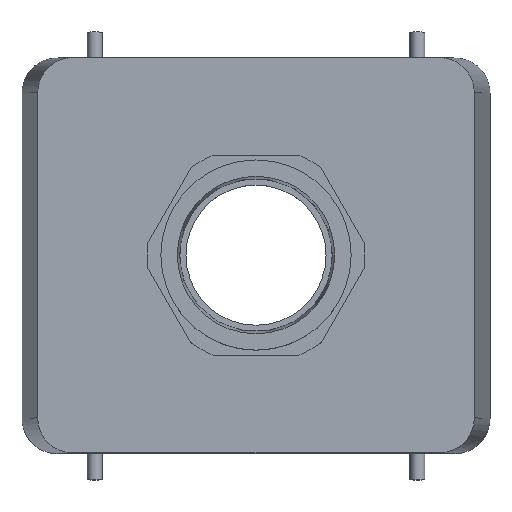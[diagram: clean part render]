
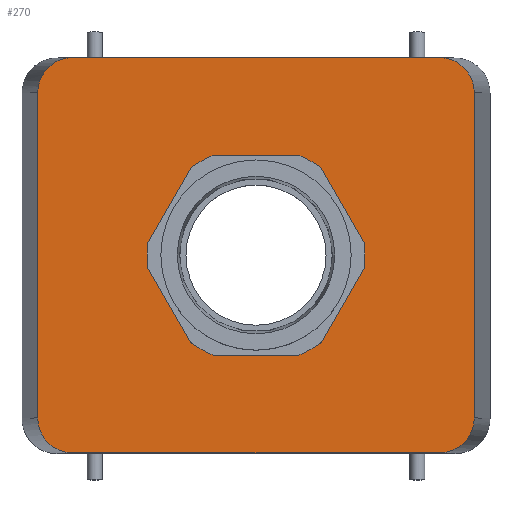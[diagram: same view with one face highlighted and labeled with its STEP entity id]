
A CAD part, top view. The second image highlights one B-rep face of the part: STEP entity #270.
In plain terms, the highlighted planar face has unit normal (0, 0, 1).
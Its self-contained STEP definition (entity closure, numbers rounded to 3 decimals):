
#270 = ADVANCED_FACE( '', ( #711, #712 ), #713, .T. );
#711 = FACE_BOUND( '', #1343, .T. );
#712 = FACE_OUTER_BOUND( '', #1344, .T. );
#713 = PLANE( '', #1345 );
#1343 = EDGE_LOOP( '', ( #2137 ) );
#1344 = EDGE_LOOP( '', ( #2138, #2139, #2140, #2141, #2142, #2143, #2144, #2145 ) );
#1345 = AXIS2_PLACEMENT_3D( '', #2146, #2147, #2148 );
#2137 = ORIENTED_EDGE( '', *, *, #3809, .F. );
#2138 = ORIENTED_EDGE( '', *, *, #3810, .T. );
#2139 = ORIENTED_EDGE( '', *, *, #3811, .T. );
#2140 = ORIENTED_EDGE( '', *, *, #3812, .T. );
#2141 = ORIENTED_EDGE( '', *, *, #3813, .F. );
#2142 = ORIENTED_EDGE( '', *, *, #3814, .F. );
#2143 = ORIENTED_EDGE( '', *, *, #3815, .T. );
#2144 = ORIENTED_EDGE( '', *, *, #3816, .F. );
#2145 = ORIENTED_EDGE( '', *, *, #3817, .F. );
#2146 = CARTESIAN_POINT( '', ( -43.606, 0., 95. ) );
#2147 = DIRECTION( '', ( 0., 0., 1. ) );
#2148 = DIRECTION( '', ( 1., 0., 0. ) );
#3809 = EDGE_CURVE( '', #4582, #4582, #4583, .T. );
#3810 = EDGE_CURVE( '', #4584, #4585, #4586, .T. );
#3811 = EDGE_CURVE( '', #4585, #4587, #4588, .T. );
#3812 = EDGE_CURVE( '', #4587, #4589, #4590, .T. );
#3813 = EDGE_CURVE( '', #4591, #4589, #4592, .T. );
#3814 = EDGE_CURVE( '', #4593, #4591, #4594, .T. );
#3815 = EDGE_CURVE( '', #4593, #4595, #4596, .T. );
#3816 = EDGE_CURVE( '', #4597, #4595, #4598, .T. );
#3817 = EDGE_CURVE( '', #4584, #4597, #4599, .T. );
#4582 = VERTEX_POINT( '', #5686 );
#4583 = CIRCLE( '', #5687, 19.5 );
#4584 = VERTEX_POINT( '', #5688 );
#4585 = VERTEX_POINT( '', #5689 );
#4586 = LINE( '', #5690, #5691 );
#4587 = VERTEX_POINT( '', #5692 );
#4588 = ELLIPSE( '', #5693, 7.01, 7. );
#4589 = VERTEX_POINT( '', #5694 );
#4590 = LINE( '', #5695, #5696 );
#4591 = VERTEX_POINT( '', #5697 );
#4592 = ELLIPSE( '', #5698, 7.01, 7. );
#4593 = VERTEX_POINT( '', #5699 );
#4594 = LINE( '', #5700, #5701 );
#4595 = VERTEX_POINT( '', #5702 );
#4596 = ELLIPSE( '', #5703, 7.01, 7. );
#4597 = VERTEX_POINT( '', #5704 );
#4598 = LINE( '', #5705, #5706 );
#4599 = ELLIPSE( '', #5707, 7.01, 7. );
#5686 = CARTESIAN_POINT( '', ( 19.5, 0., 95. ) );
#5687 = AXIS2_PLACEMENT_3D( '', #6957, #6958, #6959 );
#5688 = CARTESIAN_POINT( '', ( -43.606, 32.5, 95. ) );
#5689 = CARTESIAN_POINT( '', ( -43.606, -32.5, 95. ) );
#5690 = CARTESIAN_POINT( '', ( -43.606, 0., 95. ) );
#5691 = VECTOR( '', #6960, 1000. );
#5692 = CARTESIAN_POINT( '', ( -36.596, -39.5, 95. ) );
#5693 = AXIS2_PLACEMENT_3D( '', #6961, #6962, #6963 );
#5694 = CARTESIAN_POINT( '', ( 36.596, -39.5, 95. ) );
#5695 = CARTESIAN_POINT( '', ( -43.606, -39.5, 95. ) );
#5696 = VECTOR( '', #6964, 1000. );
#5697 = CARTESIAN_POINT( '', ( 43.606, -32.5, 95. ) );
#5698 = AXIS2_PLACEMENT_3D( '', #6965, #6966, #6967 );
#5699 = CARTESIAN_POINT( '', ( 43.606, 32.5, 95. ) );
#5700 = CARTESIAN_POINT( '', ( 43.606, 0., 95. ) );
#5701 = VECTOR( '', #6968, 1000. );
#5702 = CARTESIAN_POINT( '', ( 36.596, 39.5, 95. ) );
#5703 = AXIS2_PLACEMENT_3D( '', #6969, #6970, #6971 );
#5704 = CARTESIAN_POINT( '', ( -36.596, 39.5, 95. ) );
#5705 = CARTESIAN_POINT( '', ( -43.606, 39.5, 95. ) );
#5706 = VECTOR( '', #6972, 1000. );
#5707 = AXIS2_PLACEMENT_3D( '', #6973, #6974, #6975 );
#6957 = CARTESIAN_POINT( '', ( 0., 0., 95. ) );
#6958 = DIRECTION( '', ( 0., 0., 1. ) );
#6959 = DIRECTION( '', ( 1., 0., 0. ) );
#6960 = DIRECTION( '', ( 0., -1., 0. ) );
#6961 = CARTESIAN_POINT( '', ( -36.596, -32.5, 95. ) );
#6962 = DIRECTION( '', ( 0., 0., 1. ) );
#6963 = DIRECTION( '', ( -1., 0., 0. ) );
#6964 = DIRECTION( '', ( 1., 0., 0. ) );
#6965 = CARTESIAN_POINT( '', ( 36.596, -32.5, 95. ) );
#6966 = DIRECTION( '', ( 0., 0., -1. ) );
#6967 = DIRECTION( '', ( 1., 0., 0. ) );
#6968 = DIRECTION( '', ( 0., -1., 0. ) );
#6969 = CARTESIAN_POINT( '', ( 36.596, 32.5, 95. ) );
#6970 = DIRECTION( '', ( 0., 0., 1. ) );
#6971 = DIRECTION( '', ( 1., 0., 0. ) );
#6972 = DIRECTION( '', ( 1., 0., 0. ) );
#6973 = CARTESIAN_POINT( '', ( -36.596, 32.5, 95. ) );
#6974 = DIRECTION( '', ( 0., 0., -1. ) );
#6975 = DIRECTION( '', ( -1., 0., 0. ) );
